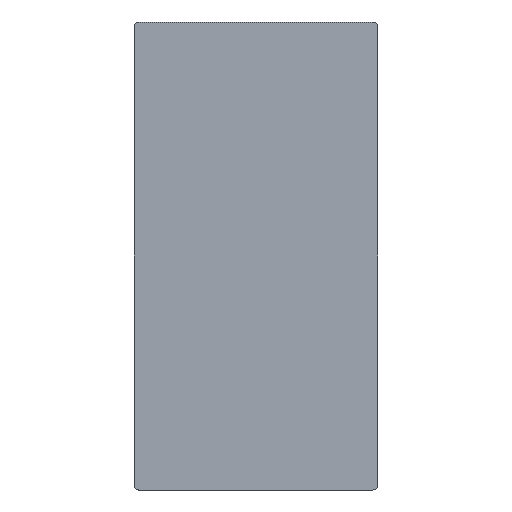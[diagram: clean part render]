
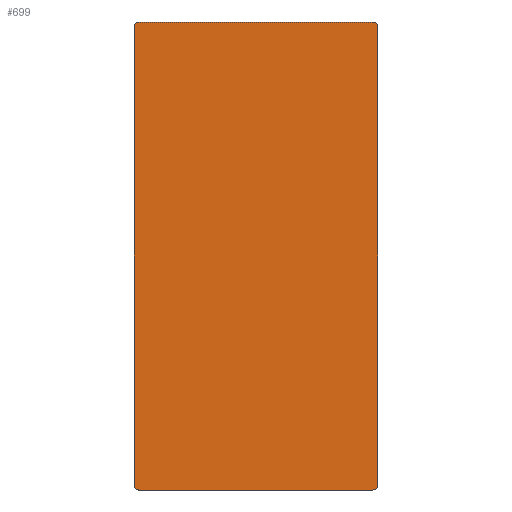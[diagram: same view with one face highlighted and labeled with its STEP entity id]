
A CAD part, front view. The second image highlights one B-rep face of the part: STEP entity #699.
In plain terms, the highlighted planar face has unit normal (0, -1, 0).
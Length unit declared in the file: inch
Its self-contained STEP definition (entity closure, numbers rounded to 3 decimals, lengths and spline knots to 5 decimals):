
#80=CIRCLE($,#768,0.005);
#81=CIRCLE($,#771,0.005);
#82=CIRCLE($,#778,0.005);
#83=CIRCLE($,#780,0.005);
#121=FACE_OUTER_BOUND($,#165,.T.);
#165=EDGE_LOOP($,(#636,#637,#638,#639,#640,#641,#642,#643));
#209=LINE($,#1216,#257);
#217=LINE($,#1243,#265);
#220=LINE($,#1253,#268);
#221=LINE($,#1255,#269);
#257=VECTOR($,#947,0.25);
#265=VECTOR($,#977,0.49);
#268=VECTOR($,#990,0.49);
#269=VECTOR($,#993,0.25);
#329=VERTEX_POINT($,#1213);
#330=VERTEX_POINT($,#1215);
#332=VERTEX_POINT($,#1221);
#334=VERTEX_POINT($,#1227);
#335=VERTEX_POINT($,#1229);
#338=VERTEX_POINT($,#1241);
#339=VERTEX_POINT($,#1245);
#340=VERTEX_POINT($,#1249);
#421=EDGE_CURVE($,#329,#330,#209,.T.);
#425=EDGE_CURVE($,#332,#329,#80,.T.);
#428=EDGE_CURVE($,#334,#335,#81,.T.);
#435=EDGE_CURVE($,#338,#332,#217,.T.);
#437=EDGE_CURVE($,#339,#338,#82,.T.);
#438=EDGE_CURVE($,#330,#340,#83,.T.);
#440=EDGE_CURVE($,#340,#334,#220,.T.);
#441=EDGE_CURVE($,#335,#339,#221,.T.);
#636=ORIENTED_EDGE($,*,*,#425,.F.);
#637=ORIENTED_EDGE($,*,*,#435,.F.);
#638=ORIENTED_EDGE($,*,*,#437,.F.);
#639=ORIENTED_EDGE($,*,*,#441,.F.);
#640=ORIENTED_EDGE($,*,*,#428,.F.);
#641=ORIENTED_EDGE($,*,*,#440,.F.);
#642=ORIENTED_EDGE($,*,*,#438,.F.);
#643=ORIENTED_EDGE($,*,*,#421,.F.);
#659=PLANE($,#783);
#699=ADVANCED_FACE($,(#121),#659,.F.);
#768=AXIS2_PLACEMENT_3D($,#1223,#954,#955);
#771=AXIS2_PLACEMENT_3D($,#1230,#961,#962);
#778=AXIS2_PLACEMENT_3D($,#1247,#981,#982);
#780=AXIS2_PLACEMENT_3D($,#1250,#985,#986);
#783=AXIS2_PLACEMENT_3D($,#1256,#994,#995);
#947=DIRECTION($,(1.,0.,0.));
#954=DIRECTION('center_axis',(0.,1.,0.));
#955=DIRECTION('ref_axis',(-1.,0.,0.));
#961=DIRECTION('center_axis',(0.,1.,0.));
#962=DIRECTION('ref_axis',(1.,0.,0.));
#977=DIRECTION($,(0.,0.,1.));
#981=DIRECTION('center_axis',(0.,1.,0.));
#982=DIRECTION('ref_axis',(0.,0.,-1.));
#985=DIRECTION('center_axis',(0.,1.,0.));
#986=DIRECTION('ref_axis',(0.,0.,1.));
#990=DIRECTION($,(0.,0.,-1.));
#993=DIRECTION($,(-1.,0.,0.));
#994=DIRECTION('center_axis',(0.,1.,0.));
#995=DIRECTION('ref_axis',(0.,0.,1.));
#1213=CARTESIAN_POINT('',(-0.125,-0.03,0.25));
#1215=CARTESIAN_POINT('',(0.125,-0.03,0.25));
#1216=CARTESIAN_POINT($,(-0.125,-0.03,0.25));
#1221=CARTESIAN_POINT('',(-0.13,-0.03,0.245));
#1223=CARTESIAN_POINT('Origin',(-0.125,-0.03,0.245));
#1227=CARTESIAN_POINT('',(0.13,-0.03,-0.245));
#1229=CARTESIAN_POINT('',(0.125,-0.03,-0.25));
#1230=CARTESIAN_POINT('Origin',(0.125,-0.03,-0.245));
#1241=CARTESIAN_POINT('',(-0.13,-0.03,-0.245));
#1243=CARTESIAN_POINT($,(-0.13,-0.03,-0.245));
#1245=CARTESIAN_POINT('',(-0.125,-0.03,-0.25));
#1247=CARTESIAN_POINT('Origin',(-0.125,-0.03,-0.245));
#1249=CARTESIAN_POINT('',(0.13,-0.03,0.245));
#1250=CARTESIAN_POINT('Origin',(0.125,-0.03,0.245));
#1253=CARTESIAN_POINT($,(0.13,-0.03,0.245));
#1255=CARTESIAN_POINT($,(0.125,-0.03,-0.25));
#1256=CARTESIAN_POINT('Origin',(0.,-0.03,0.));
